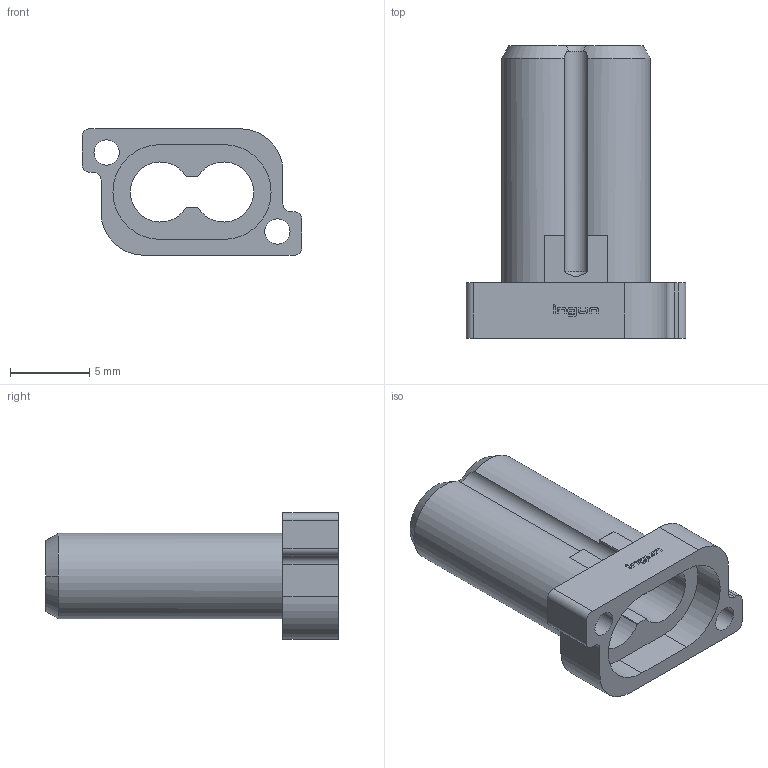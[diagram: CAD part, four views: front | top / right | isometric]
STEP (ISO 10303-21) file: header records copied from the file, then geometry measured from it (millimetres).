
FILE_DESCRIPTION (( 'STEP AP203' ), '1' );
FILE_NAME ('INGUN_VZ-807_HFM-2-S.STEP', '2023-05-23T08:32:01', ( '' ), ( '' ), 'SwSTEP 2.0', 'SolidWorks 2021', '' );
FILE_SCHEMA (( 'CONFIG_CONTROL_DESIGN' ));
Length unit declared in the file: millimetre
Products named in the file (1): INGUN_VZ-807_HFM-2-S
Bounding box: 13.9 x 18.5 x 8 mm (x, y, z)
Volume: 451.4 mm3; surface area: 1104.2 mm2
Topology: 1 solids, 1 shells, 130 faces, 362 edges, 238 vertices
Faces by surface type: plane 68, cylinder 53, cone 9
Entity records: 4301 total; most frequent: CARTESIAN_POINT 791, DIRECTION 730, ORIENTED_EDGE 716, EDGE_CURVE 358, AXIS2_PLACEMENT_3D 249, VERTEX_POINT 238, LINE 232, VECTOR 232
